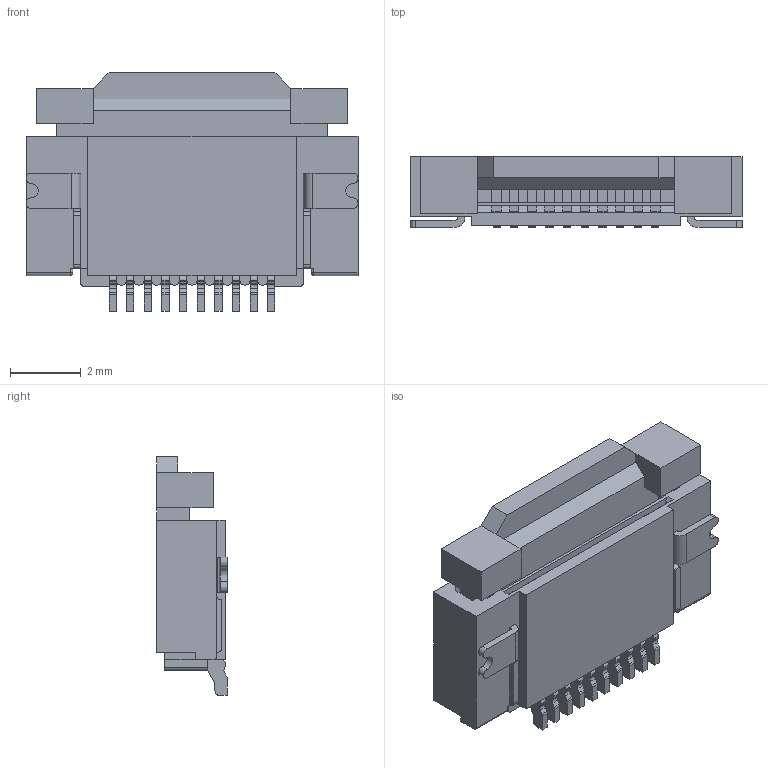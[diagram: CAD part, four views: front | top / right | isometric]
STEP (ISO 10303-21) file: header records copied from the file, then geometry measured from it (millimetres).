
FILE_DESCRIPTION (( 'STEP AP214' ), '1' );
FILE_NAME ('FFC2B35-10-G.STEP', '2024-02-08T09:00:37', ( '' ), ( '' ), 'SwSTEP 2.0', 'SolidWorks 2021', '' );
FILE_SCHEMA (( 'AUTOMOTIVE_DESIGN' ));
Length unit declared in the file: millimetre
Products named in the file (1): FFC2B35-10-G
Bounding box: 9.4 x 2 x 6.76 mm (x, y, z)
Volume: 64.1 mm3; surface area: 313.4 mm2
Topology: 14 solids, 14 shells, 589 faces, 1748 edges, 1148 vertices
Faces by surface type: plane 459, cylinder 128, sphere 2
Entity records: 19739 total; most frequent: ORIENTED_EDGE 3492, CARTESIAN_POINT 3484, DIRECTION 3202, EDGE_CURVE 1746, LINE 1470, VECTOR 1470, VERTEX_POINT 1148, AXIS2_PLACEMENT_3D 866
